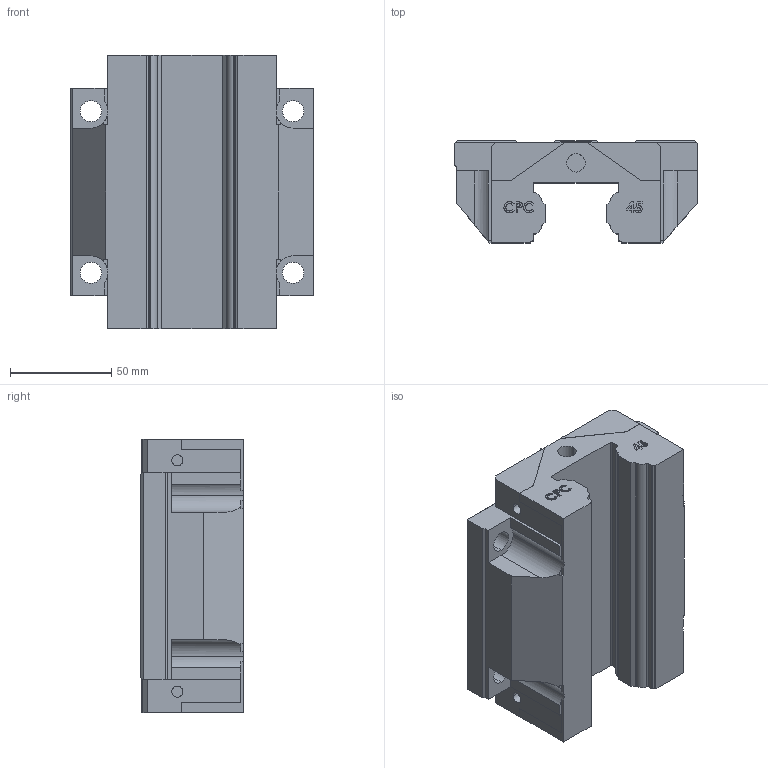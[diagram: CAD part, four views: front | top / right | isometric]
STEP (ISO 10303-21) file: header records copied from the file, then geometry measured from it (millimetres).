
FILE_DESCRIPTION (( 'STEP AP214' ), '1' );
FILE_NAME ('HRC45FN-block.STEP', '2013-03-11T09:56:41', ( 'CPC' ), ( '' ), 'SwSTEP 2.0', 'SolidWorks 2010', '' );
FILE_SCHEMA (( 'AUTOMOTIVE_DESIGN' ));
Length unit declared in the file: millimetre
Products named in the file (1): HRC45FN-block
Bounding box: 120 x 50.7 x 135.5 mm (x, y, z)
Volume: 532171.5 mm3; surface area: 62954.2 mm2
Topology: 1 solids, 1 shells, 333 faces, 909 edges, 602 vertices
Faces by surface type: plane 207, bspline 62, cylinder 56, cone 8
Entity records: 16961 total; most frequent: CARTESIAN_POINT 7995, ORIENTED_EDGE 1818, DIRECTION 1453, EDGE_CURVE 909, LINE 653, VECTOR 653, VERTEX_POINT 602, AXIS2_PLACEMENT_3D 400
